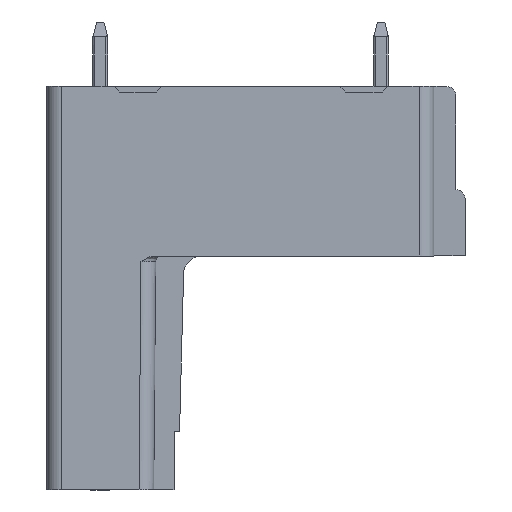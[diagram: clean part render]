
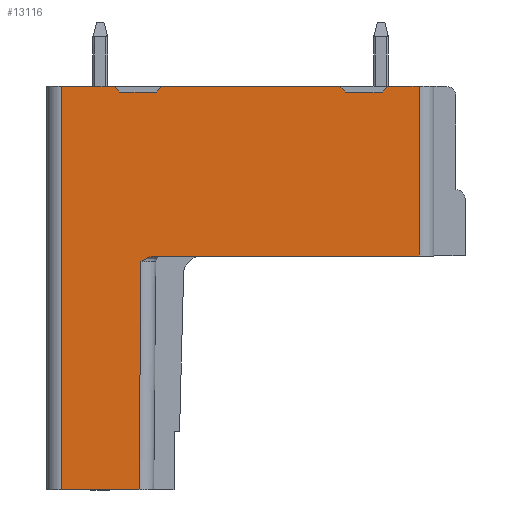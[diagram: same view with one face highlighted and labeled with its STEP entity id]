
A CAD part, left-side view. The second image highlights one B-rep face of the part: STEP entity #13116.
In plain terms, the highlighted planar face has unit normal (-1, 0, 0).
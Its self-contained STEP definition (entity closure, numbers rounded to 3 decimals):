
#174=CARTESIAN_POINT('',(-16.4,5.537,
0.));
#738=DIRECTION('',(0.,1.,0.));
#739=VECTOR('',#738,2.85);
#740=CARTESIAN_POINT('',(-16.4,7.75,9.2));
#741=LINE('',#740,#739);
#2187=DIRECTION('',(0.,1.,0.));
#2188=VECTOR('',#2187,14.337);
#2189=CARTESIAN_POINT('',(-16.4,-8.8,
0.));
#2190=LINE('',#2189,#2188);
#2191=CARTESIAN_POINT('',(-16.4,5.537,
0.));
#2192=CARTESIAN_POINT('',(-16.4,5.563,
0.));
#2193=CARTESIAN_POINT('',(-16.4,5.618,
-0.002));
#2194=CARTESIAN_POINT('',(-16.4,5.71,
-0.018));
#2195=CARTESIAN_POINT('',(-16.4,5.81,
-0.046));
#2196=CARTESIAN_POINT('',(-16.4,5.918,
-0.089));
#2197=CARTESIAN_POINT('',(-16.4,6.033,
-0.146));
#2198=CARTESIAN_POINT('',(-16.4,6.157,
-0.216));
#2199=CARTESIAN_POINT('',(-16.4,6.245,
-0.271));
#2200=CARTESIAN_POINT('',(-16.4,6.292,
-0.3));
#2202=DIRECTION('',(0.,0.009,-1.));
#2203=VECTOR('',#2202,12.4);
#2204=CARTESIAN_POINT('',(-16.4,6.292,
-0.3));
#2205=LINE('',#2204,#2203);
#2206=DIRECTION('',(0.,1.,0.));
#2207=VECTOR('',#2206,4.2);
#2208=CARTESIAN_POINT('',(-16.4,6.4,-12.7));
#2209=LINE('',#2208,#2207);
#2210=DIRECTION('',(0.,-0.707,-0.707));
#2211=VECTOR('',#2210,0.424);
#2212=CARTESIAN_POINT('',(-16.4,7.75,9.2));
#2213=LINE('',#2212,#2211);
#2214=DIRECTION('',(0.,-0.707,0.707));
#2215=VECTOR('',#2214,0.424);
#2216=CARTESIAN_POINT('',(-16.4,5.45,8.9));
#2217=LINE('',#2216,#2215);
#2218=DIRECTION('',(0.,-1.,0.));
#2219=VECTOR('',#2218,9.65);
#2220=CARTESIAN_POINT('',(-16.4,5.15,9.2));
#2221=LINE('',#2220,#2219);
#2222=DIRECTION('',(0.,-0.707,-0.707));
#2223=VECTOR('',#2222,0.424);
#2224=CARTESIAN_POINT('',(-16.4,-4.5,9.2));
#2225=LINE('',#2224,#2223);
#2226=DIRECTION('',(0.,-0.707,0.707));
#2227=VECTOR('',#2226,0.424);
#2228=CARTESIAN_POINT('',(-16.4,-6.8,8.9));
#2229=LINE('',#2228,#2227);
#2230=DIRECTION('',(0.,-1.,0.));
#2231=VECTOR('',#2230,1.7);
#2232=CARTESIAN_POINT('',(-16.4,-7.1,9.2));
#2233=LINE('',#2232,#2231);
#2234=DIRECTION('',(0.,0.,-1.));
#2235=VECTOR('',#2234,9.2);
#2236=CARTESIAN_POINT('',(-16.4,-8.8,9.2));
#2237=LINE('',#2236,#2235);
#2798=DIRECTION('',(0.,1.,0.));
#2799=VECTOR('',#2798,2.);
#2800=CARTESIAN_POINT('',(-16.4,5.45,8.9));
#2801=LINE('',#2800,#2799);
#5733=DIRECTION('',(0.,0.,-1.));
#5734=VECTOR('',#5733,21.9);
#5735=CARTESIAN_POINT('',(-16.4,10.6,9.2));
#5736=LINE('',#5735,#5734);
#5869=DIRECTION('',(0.,1.,0.));
#5870=VECTOR('',#5869,2.);
#5871=CARTESIAN_POINT('',(-16.4,-6.8,8.9));
#5872=LINE('',#5871,#5870);
#8980=VERTEX_POINT('',#174);
#8981=CARTESIAN_POINT('',(-16.4,-8.8,
0.));
#8982=VERTEX_POINT('',#8981);
#9143=CARTESIAN_POINT('',(-16.4,-8.8,9.2));
#9144=VERTEX_POINT('',#9143);
#9145=CARTESIAN_POINT('',(-16.4,-7.1,9.2));
#9146=VERTEX_POINT('',#9145);
#9151=CARTESIAN_POINT('',(-16.4,-4.5,9.2));
#9152=VERTEX_POINT('',#9151);
#9153=CARTESIAN_POINT('',(-16.4,5.15,9.2));
#9154=VERTEX_POINT('',#9153);
#9163=CARTESIAN_POINT('',(-16.4,7.75,9.2));
#9164=VERTEX_POINT('',#9163);
#9165=CARTESIAN_POINT('',(-16.4,10.6,9.2));
#9166=VERTEX_POINT('',#9165);
#9246=VERTEX_POINT('',#2200);
#9247=CARTESIAN_POINT('',(-16.4,6.4,-12.7));
#9248=VERTEX_POINT('',#9247);
#9249=CARTESIAN_POINT('',(-16.4,10.6,-12.7));
#9250=VERTEX_POINT('',#9249);
#9251=CARTESIAN_POINT('',(-16.4,7.45,8.9));
#9252=VERTEX_POINT('',#9251);
#9253=CARTESIAN_POINT('',(-16.4,5.45,8.9));
#9254=VERTEX_POINT('',#9253);
#9255=CARTESIAN_POINT('',(-16.4,-4.8,8.9));
#9256=VERTEX_POINT('',#9255);
#9257=CARTESIAN_POINT('',(-16.4,-6.8,8.9));
#9258=VERTEX_POINT('',#9257);
#13084=CARTESIAN_POINT('',(-16.4,5.192,-0.3));
#13085=DIRECTION('',(-1.,0.,0.));
#13086=DIRECTION('',(0.,-1.,0.));
#13087=AXIS2_PLACEMENT_3D('',#13084,#13085,#13086);
#13088=PLANE('',#13087);
#13089=ORIENTED_EDGE('',*,*,#10398,.T.);
#13091=ORIENTED_EDGE('',*,*,#13090,.T.);
#13093=ORIENTED_EDGE('',*,*,#13092,.T.);
#13095=ORIENTED_EDGE('',*,*,#13094,.T.);
#13097=ORIENTED_EDGE('',*,*,#13096,.F.);
#13098=ORIENTED_EDGE('',*,*,#10900,.F.);
#13100=ORIENTED_EDGE('',*,*,#13099,.T.);
#13102=ORIENTED_EDGE('',*,*,#13101,.F.);
#13104=ORIENTED_EDGE('',*,*,#13103,.T.);
#13105=ORIENTED_EDGE('',*,*,#10884,.T.);
#13107=ORIENTED_EDGE('',*,*,#13106,.T.);
#13109=ORIENTED_EDGE('',*,*,#13108,.F.);
#13111=ORIENTED_EDGE('',*,*,#13110,.T.);
#13112=ORIENTED_EDGE('',*,*,#10875,.T.);
#13113=ORIENTED_EDGE('',*,*,#13077,.T.);
#13114=EDGE_LOOP('',(#13089,#13091,#13093,#13095,#13097,#13098,#13100,#13102,
#13104,#13105,#13107,#13109,#13111,#13112,#13113));
#13115=FACE_OUTER_BOUND('',#13114,.F.);
#13116=ADVANCED_FACE('',(#13115),#13088,.T.);
#2201=B_SPLINE_CURVE_WITH_KNOTS('',3,(#2191,#2192,#2193,#2194,#2195,#2196,#2197,
#2198,#2199,#2200),.UNSPECIFIED.,.F.,.F.,(4,1,1,1,1,1,1,4),(0.,
0.143,0.286,0.429,0.571,
0.714,0.857,1.),.UNSPECIFIED.);
#10398=EDGE_CURVE('',#8982,#8980,#2190,.T.);
#10875=EDGE_CURVE('',#9146,#9144,#2233,.T.);
#10884=EDGE_CURVE('',#9154,#9152,#2221,.T.);
#10900=EDGE_CURVE('',#9164,#9166,#741,.T.);
#13077=EDGE_CURVE('',#9144,#8982,#2237,.T.);
#13090=EDGE_CURVE('',#8980,#9246,#2201,.T.);
#13092=EDGE_CURVE('',#9246,#9248,#2205,.T.);
#13094=EDGE_CURVE('',#9248,#9250,#2209,.T.);
#13096=EDGE_CURVE('',#9166,#9250,#5736,.T.);
#13099=EDGE_CURVE('',#9164,#9252,#2213,.T.);
#13101=EDGE_CURVE('',#9254,#9252,#2801,.T.);
#13103=EDGE_CURVE('',#9254,#9154,#2217,.T.);
#13106=EDGE_CURVE('',#9152,#9256,#2225,.T.);
#13108=EDGE_CURVE('',#9258,#9256,#5872,.T.);
#13110=EDGE_CURVE('',#9258,#9146,#2229,.T.);
